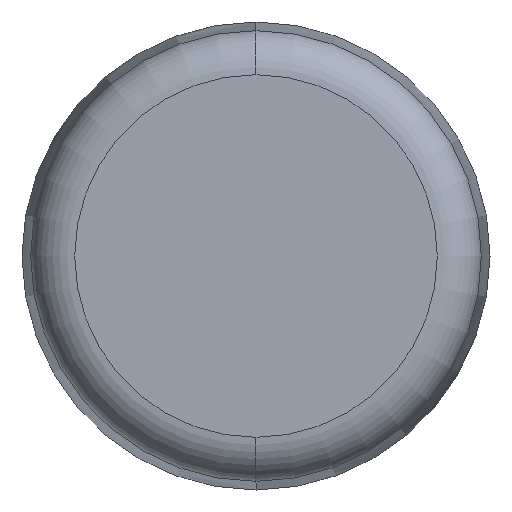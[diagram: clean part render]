
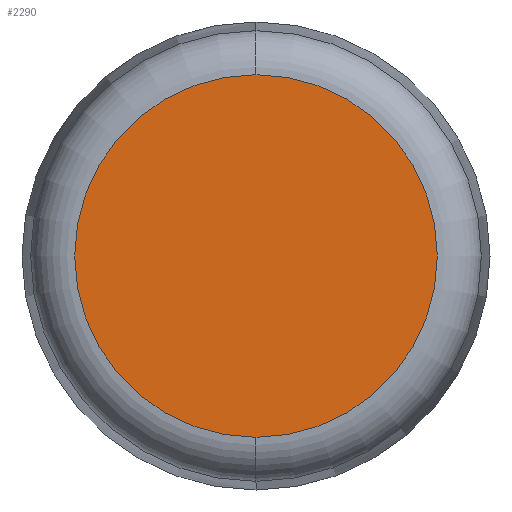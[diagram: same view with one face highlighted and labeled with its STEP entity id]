
A CAD part, left-side view. The second image highlights one B-rep face of the part: STEP entity #2290.
In plain terms, the highlighted planar face has unit normal (-1, 0, 0).
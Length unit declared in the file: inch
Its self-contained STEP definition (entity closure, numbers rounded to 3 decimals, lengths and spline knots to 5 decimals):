
#68 = CARTESIAN_POINT ( 'NONE',  ( -4.90832, 0.20591, 0. ) ) ;
#170 = CIRCLE ( 'NONE', #661, 0.20591 ) ;
#419 = DIRECTION ( 'NONE',  ( 0., 0., 1. ) ) ;
#447 = DIRECTION ( 'NONE',  ( 1., 0., 0. ) ) ;
#483 = DIRECTION ( 'NONE',  ( -1., 0., 0. ) ) ;
#661 = AXIS2_PLACEMENT_3D ( 'NONE', #1039, #2900, #5744 ) ;
#1039 = CARTESIAN_POINT ( 'NONE',  ( -4.90832, 0., 0. ) ) ;
#1362 = ORIENTED_EDGE ( 'NONE', *, *, #1816, .T. ) ;
#1598 = EDGE_LOOP ( 'NONE', ( #4968, #1362 ) ) ;
#1816 = EDGE_CURVE ( 'NONE', #2985, #4761, #170, .T. ) ;
#2001 = AXIS2_PLACEMENT_3D ( 'NONE', #68, #447, #2317 ) ;
#2290 = ADVANCED_FACE ( 'NONE', ( #4630 ), #5112, .F. ) ;
#2317 = DIRECTION ( 'NONE',  ( 0., 0., -1. ) ) ;
#2900 = DIRECTION ( 'NONE',  ( -1., 0., 0. ) ) ;
#2985 = VERTEX_POINT ( 'NONE', #3237 ) ;
#3237 = CARTESIAN_POINT ( 'NONE',  ( -4.90832, 0., -0.20591 ) ) ;
#3579 = CARTESIAN_POINT ( 'NONE',  ( -4.90832, 0., 0. ) ) ;
#4055 = AXIS2_PLACEMENT_3D ( 'NONE', #3579, #483, #419 ) ;
#4390 = CARTESIAN_POINT ( 'NONE',  ( -4.90832, 0., 0.20591 ) ) ;
#4630 = FACE_OUTER_BOUND ( 'NONE', #1598, .T. ) ;
#4761 = VERTEX_POINT ( 'NONE', #4390 ) ;
#4968 = ORIENTED_EDGE ( 'NONE', *, *, #5123, .T. ) ;
#5112 = PLANE ( 'NONE',  #2001 ) ;
#5123 = EDGE_CURVE ( 'NONE', #4761, #2985, #5421, .T. ) ;
#5421 = CIRCLE ( 'NONE', #4055, 0.20591 ) ;
#5744 = DIRECTION ( 'NONE',  ( 0., 0., 1. ) ) ;
